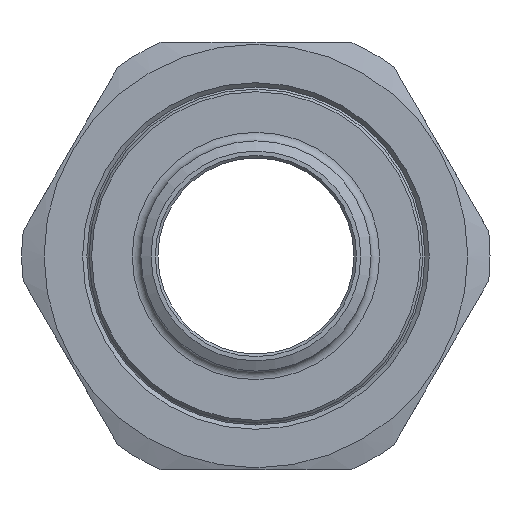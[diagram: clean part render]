
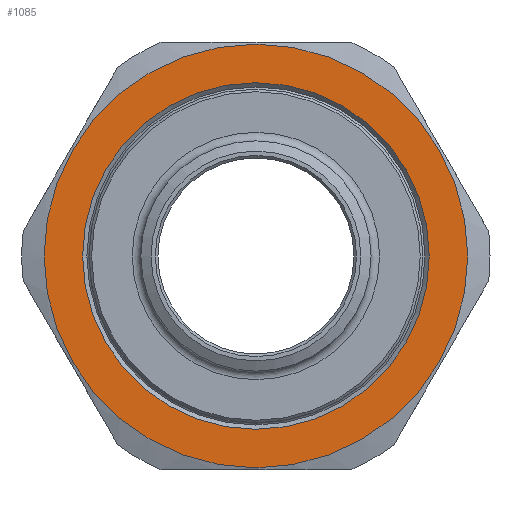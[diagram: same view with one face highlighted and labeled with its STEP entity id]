
A CAD part, left-side view. The second image highlights one B-rep face of the part: STEP entity #1085.
In plain terms, the highlighted planar face has unit normal (-1, 0, 0).
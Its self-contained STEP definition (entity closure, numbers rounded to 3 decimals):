
#46=FACE_BOUND('',#203,.T.);
#100=PLANE('',#1246);
#133=FACE_OUTER_BOUND('',#202,.T.);
#202=EDGE_LOOP('',(#814));
#203=EDGE_LOOP('',(#815));
#383=CIRCLE('',#1236,24.75);
#384=CIRCLE('',#1241,20.25);
#490=VERTEX_POINT('',#1877);
#491=VERTEX_POINT('',#1887);
#609=EDGE_CURVE('',#490,#490,#383,.T.);
#611=EDGE_CURVE('',#491,#491,#384,.T.);
#814=ORIENTED_EDGE('',*,*,#609,.T.);
#815=ORIENTED_EDGE('',*,*,#611,.F.);
#1085=ADVANCED_FACE('',(#133,#46),#100,.F.);
#1236=AXIS2_PLACEMENT_3D('',#1879,#1449,#1450);
#1241=AXIS2_PLACEMENT_3D('',#1888,#1459,#1460);
#1246=AXIS2_PLACEMENT_3D('',#1898,#1471,#1472);
#1449=DIRECTION('center_axis',(-1.,0.,0.));
#1450=DIRECTION('ref_axis',(0.,1.,0.));
#1459=DIRECTION('center_axis',(-1.,0.,0.));
#1460=DIRECTION('ref_axis',(0.,-1.,0.));
#1471=DIRECTION('center_axis',(1.,0.,0.));
#1472=DIRECTION('ref_axis',(0.,0.,-1.));
#1877=CARTESIAN_POINT('',(-18.5,-24.75,0.));
#1879=CARTESIAN_POINT('Origin',(-18.5,0.,0.));
#1887=CARTESIAN_POINT('',(-18.5,20.25,0.));
#1888=CARTESIAN_POINT('Origin',(-18.5,0.,0.));
#1898=CARTESIAN_POINT('Origin',(-18.5,0.,0.));
